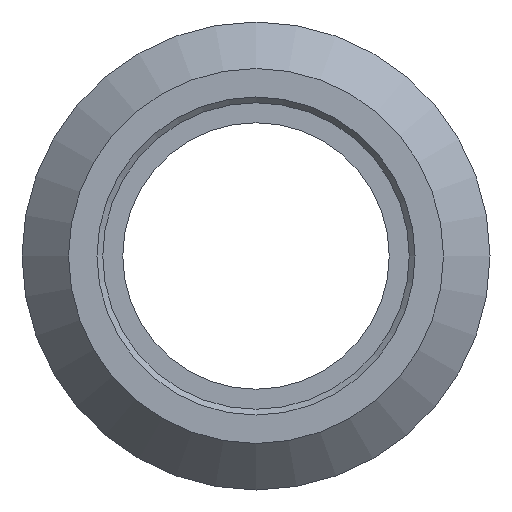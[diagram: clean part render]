
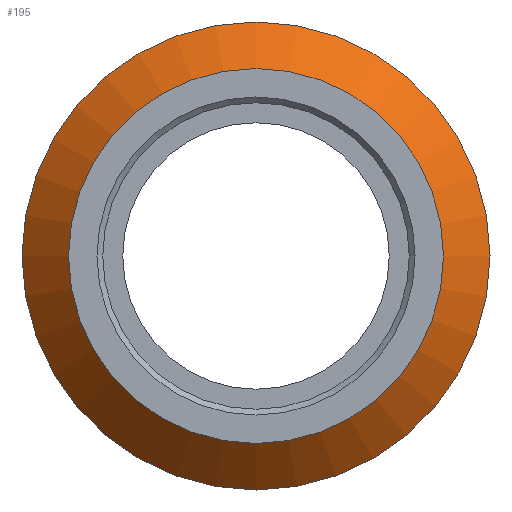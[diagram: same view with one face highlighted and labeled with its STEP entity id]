
A CAD part, left-side view. The second image highlights one B-rep face of the part: STEP entity #195.
In plain terms, the highlighted conical face has half-angle 45 degrees and reference radius 10.982 mm.
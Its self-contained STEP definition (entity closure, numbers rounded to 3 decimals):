
#161=CARTESIAN_POINT('',(-5.12,9.77,0.0));
#162=VERTEX_POINT('',#161);
#163=CARTESIAN_POINT('',(-5.12,0.0,0.0));
#164=DIRECTION('',(1.0,0.0,0.0));
#165=DIRECTION('',(0.0,1.0,0.0));
#166=AXIS2_PLACEMENT_3D('',#163,#164,#165);
#167=CIRCLE('',#166,9.77);
#168=EDGE_CURVE('',#162,#162,#167,.T.);
#176=CARTESIAN_POINT('',(-3.907,0.0,0.0));
#177=DIRECTION('',(1.0,0.0,0.0));
#178=DIRECTION('',(0.0,1.0,0.0));
#179=AXIS2_PLACEMENT_3D('',#176,#177,#178);
#180=CONICAL_SURFACE('',#179,10.983,45.);
#181=CARTESIAN_POINT('',(-2.695,12.195,0.0));
#182=VERTEX_POINT('',#181);
#183=CARTESIAN_POINT('',(-2.695,0.0,0.0));
#184=DIRECTION('',(1.0,0.0,0.0));
#185=DIRECTION('',(0.0,1.0,0.0));
#186=AXIS2_PLACEMENT_3D('',#183,#184,#185);
#187=CIRCLE('',#186,12.195);
#188=EDGE_CURVE('',#182,#182,#187,.T.);
#189=ORIENTED_EDGE('',*,*,#188,.F.);
#190=EDGE_LOOP('',(#189));
#191=FACE_OUTER_BOUND('',#190,.T.);
#192=ORIENTED_EDGE('',*,*,#168,.T.);
#193=EDGE_LOOP('',(#192));
#194=FACE_BOUND('',#193,.T.);
#195=ADVANCED_FACE('',(#191,#194),#180,.T.);
